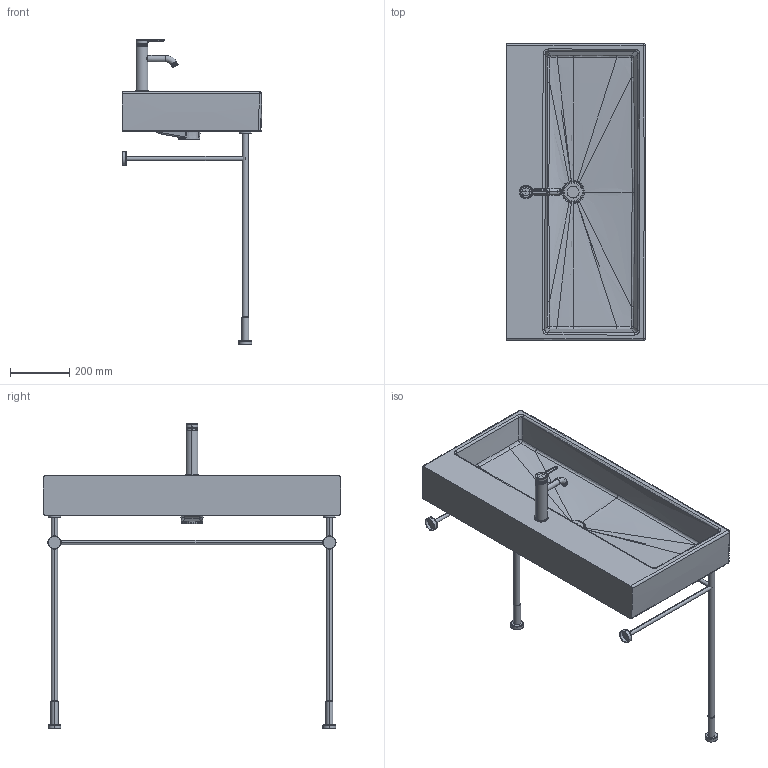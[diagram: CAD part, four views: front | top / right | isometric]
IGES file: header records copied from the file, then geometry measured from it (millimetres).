
Global section: file name: No Iges File Name specified; native system: Autodesk Inventor 2011; preprocessor: AutoDesk Inventor Iges Exporter R2011; author: Administrator; date: 20170704.122930; units: millimetre
Bounding box: 470.39 x 1000.18 x 1025.46 mm (x, y, z)
Volume: 20275378.3 mm3; surface area: 2010726.9 mm2
Topology: 15 solids, 18 shells, 617 faces, 1408 edges, 835 vertices
Faces by surface type: bspline 253, revolution 112, plane 110, cylinder 84, torus 39, cone 16, sphere 3
